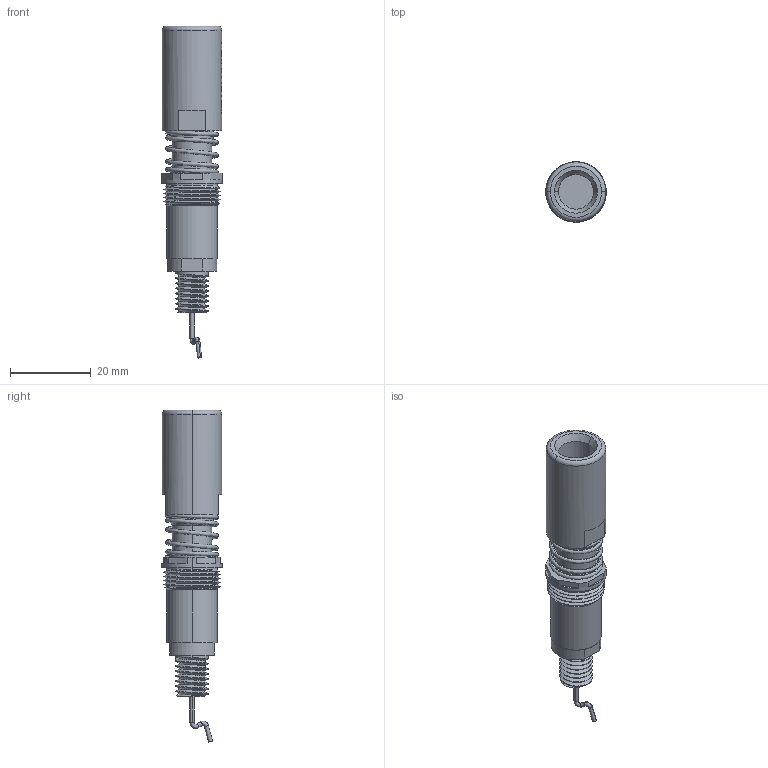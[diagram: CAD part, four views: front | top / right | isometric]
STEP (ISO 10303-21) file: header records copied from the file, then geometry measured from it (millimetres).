
FILE_DESCRIPTION (( 'STEP AP214' ), '1' );
FILE_NAME ('MOD-HC10B52BxxxS20080.STEP', '2022-01-18T11:10:42', ( '' ), ( '' ), 'SwSTEP 2.0', 'SolidWorks 2020', '' );
FILE_SCHEMA (( 'AUTOMOTIVE_DESIGN' ));
Length unit declared in the file: millimetre
Products named in the file (1): MOD-HC10B52BxxxS20080
Bounding box: 15 x 15 x 82.25 mm (x, y, z)
Volume: 7742.5 mm3; surface area: 4658 mm2
Topology: 1 solids, 1 shells, 256 faces, 702 edges, 459 vertices
Faces by surface type: plane 95, cylinder 80, bspline 59, cone 16, torus 6
Entity records: 19466 total; most frequent: CARTESIAN_POINT 12705, ORIENTED_EDGE 1404, DIRECTION 1016, EDGE_CURVE 702, VERTEX_POINT 459, AXIS2_PLACEMENT_3D 383, EDGE_LOOP 269, FACE_OUTER_BOUND 256
